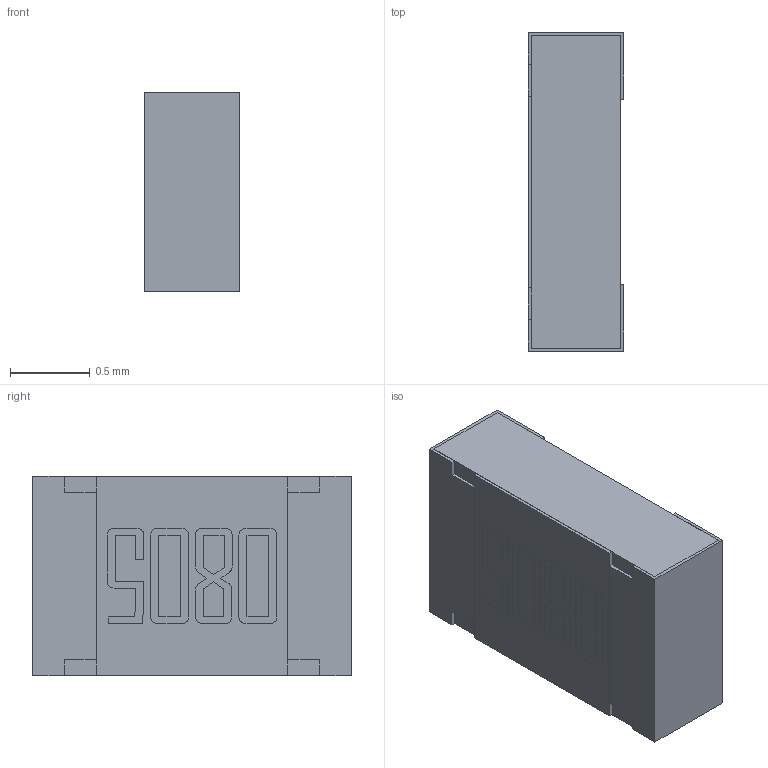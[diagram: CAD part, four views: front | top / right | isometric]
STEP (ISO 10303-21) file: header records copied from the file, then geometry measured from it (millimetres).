
FILE_DESCRIPTION(('FreeCAD Model'),'2;1');
FILE_NAME('R_0805_2012Metric_Pad1.15x1.40mm_HandSolder.STEP','2019-12-31T16:53:49',('Author'),(''), 'Open CASCADE STEP processor 7.3','FreeCAD','Unknown');
FILE_SCHEMA(('AUTOMOTIVE_DESIGN { 1 0 10303 214 1 1 1 1 }'));
Length unit declared in the file: millimetre
Products named in the file (1): 0805_resistor
Bounding box: 0.6 x 2 x 1.25 mm (x, y, z)
Volume: 1.5 mm3; surface area: 18.5 mm2
Topology: 2 solids, 2 shells, 46 faces, 501 edges, 1469 vertices
Faces by surface type: plane 46
Entity records: 8359 total; most frequent: CARTESIAN_POINT 3221, DIRECTION 834, LINE 740, VECTOR 740, GEOMETRIC_CURVE_SET 335, ORIENTED_EDGE 334, PCURVE 334, DEFINITIONAL_REPRESENTATION 334
